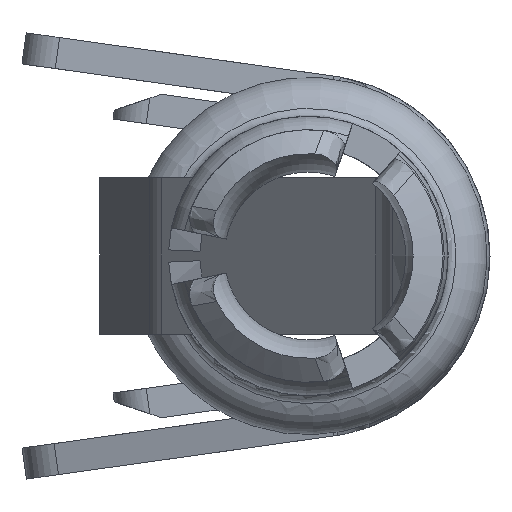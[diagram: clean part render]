
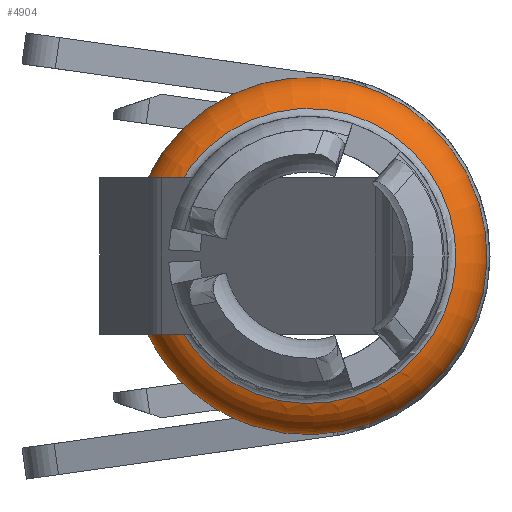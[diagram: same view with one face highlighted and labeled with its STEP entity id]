
A CAD part, front view. The second image highlights one B-rep face of the part: STEP entity #4904.
In plain terms, the highlighted toroidal (fillet/blend) face has major radius 1.2 mm and minor radius 0.4 mm.
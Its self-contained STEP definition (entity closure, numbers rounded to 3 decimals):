
#1=CARTESIAN_POINT('',(36.667,7.227,7.406));
#2=CARTESIAN_POINT('',(36.668,7.196,7.397));
#3=CARTESIAN_POINT('',(36.678,7.132,7.385));
#4=CARTESIAN_POINT('',(36.715,7.035,7.386));
#5=CARTESIAN_POINT('',(36.755,6.977,7.398));
#6=CARTESIAN_POINT('',(36.778,6.951,7.406));
#194=CARTESIAN_POINT('',(36.778,6.951,7.894));
#195=CARTESIAN_POINT('',(36.755,6.977,7.902));
#196=CARTESIAN_POINT('',(36.715,7.035,7.914));
#197=CARTESIAN_POINT('',(36.678,7.132,7.915));
#198=CARTESIAN_POINT('',(36.668,7.196,7.903));
#199=CARTESIAN_POINT('',(36.667,7.227,7.894));
#205=CARTESIAN_POINT('',(36.667,7.227,7.894));
#206=CARTESIAN_POINT('',(36.666,7.246,7.889));
#207=CARTESIAN_POINT('',(36.667,7.284,7.878));
#208=CARTESIAN_POINT('',(36.677,7.34,7.862));
#209=CARTESIAN_POINT('',(36.695,7.393,7.847));
#210=CARTESIAN_POINT('',(36.721,7.443,7.832));
#211=CARTESIAN_POINT('',(36.754,7.489,7.819));
#212=CARTESIAN_POINT('',(36.792,7.529,7.808));
#213=CARTESIAN_POINT('',(36.836,7.562,7.798));
#214=CARTESIAN_POINT('',(36.883,7.589,7.79));
#215=CARTESIAN_POINT('',(36.918,7.603,7.787));
#216=CARTESIAN_POINT('',(36.935,7.609,7.785));
#222=CARTESIAN_POINT('',(36.935,7.609,7.785));
#889=CARTESIAN_POINT('',(36.935,7.609,7.515));
#890=CARTESIAN_POINT('',(36.918,7.603,7.513));
#891=CARTESIAN_POINT('',(36.883,7.589,7.51));
#892=CARTESIAN_POINT('',(36.836,7.562,7.502));
#893=CARTESIAN_POINT('',(36.792,7.529,7.492));
#894=CARTESIAN_POINT('',(36.754,7.489,7.481));
#895=CARTESIAN_POINT('',(36.721,7.443,7.468));
#896=CARTESIAN_POINT('',(36.695,7.393,7.453));
#897=CARTESIAN_POINT('',(36.677,7.34,7.438));
#898=CARTESIAN_POINT('',(36.667,7.284,7.422));
#899=CARTESIAN_POINT('',(36.666,7.246,7.411));
#900=CARTESIAN_POINT('',(36.667,7.227,7.406));
#906=CARTESIAN_POINT('',(36.946,6.845,7.436));
#907=CARTESIAN_POINT('',(36.924,6.852,7.434));
#908=CARTESIAN_POINT('',(36.882,6.87,7.429));
#909=CARTESIAN_POINT('',(36.826,6.906,7.419));
#910=CARTESIAN_POINT('',(36.793,6.935,7.41));
#911=CARTESIAN_POINT('',(36.778,6.951,7.406));
#913=CARTESIAN_POINT('',(36.778,6.951,7.894));
#914=CARTESIAN_POINT('',(36.793,6.935,7.89));
#915=CARTESIAN_POINT('',(36.826,6.905,7.881));
#916=CARTESIAN_POINT('',(36.883,6.869,7.871));
#917=CARTESIAN_POINT('',(36.924,6.852,7.866));
#918=CARTESIAN_POINT('',(36.946,6.845,7.864));
#920=CARTESIAN_POINT('',(38.248,7.609,7.65));
#921=DIRECTION('',(0.,-1.,0.));
#922=DIRECTION('',(0.999,0.,-0.044));
#923=AXIS2_PLACEMENT_3D('',#920,#921,#922);
#925=CARTESIAN_POINT('',(38.248,7.609,7.65));
#926=DIRECTION('',(0.,-1.,0.));
#927=DIRECTION('',(-0.995,0.,-0.102));
#928=AXIS2_PLACEMENT_3D('',#925,#926,#927);
#930=CARTESIAN_POINT('',(38.248,6.845,7.65));
#931=DIRECTION('',(0.,-1.,0.));
#932=DIRECTION('',(-0.987,0.,-0.162));
#933=AXIS2_PLACEMENT_3D('',#930,#931,#932);
#951=CARTESIAN_POINT('',(38.248,6.845,7.65));
#952=DIRECTION('',(0.,-1.,0.));
#953=DIRECTION('',(0.999,0.,-0.044));
#954=AXIS2_PLACEMENT_3D('',#951,#952,#953);
#2470=CARTESIAN_POINT('',(36.778,6.951,7.406));
#2472=VERTEX_POINT('',#2470);
#2474=CARTESIAN_POINT('',(36.667,7.227,7.406));
#2475=VERTEX_POINT('',#2474);
#2477=CARTESIAN_POINT('',(36.935,7.609,7.515));
#2478=VERTEX_POINT('',#2477);
#2675=VERTEX_POINT('',#222);
#2676=CARTESIAN_POINT('',(39.567,7.609,7.592));
#2677=VERTEX_POINT('',#2676);
#2679=CARTESIAN_POINT('',(36.667,7.227,7.894));
#2680=VERTEX_POINT('',#2679);
#2682=CARTESIAN_POINT('',(36.778,6.951,7.894));
#2683=VERTEX_POINT('',#2682);
#2685=CARTESIAN_POINT('',(36.946,6.845,7.864));
#2686=VERTEX_POINT('',#2685);
#2945=CARTESIAN_POINT('',(36.946,6.845,7.436));
#2946=VERTEX_POINT('',#2945);
#2947=CARTESIAN_POINT('',(39.567,6.845,7.592));
#2948=VERTEX_POINT('',#2947);
#4883=CARTESIAN_POINT('',(38.248,7.227,7.65));
#4884=DIRECTION('',(0.,1.,0.));
#4885=DIRECTION('',(0.999,0.,-0.044));
#4886=AXIS2_PLACEMENT_3D('',#4883,#4884,#4885);
#4887=TOROIDAL_SURFACE('',#4886,1.2,0.4);
#4888=ORIENTED_EDGE('',*,*,#3040,.T.);
#4889=ORIENTED_EDGE('',*,*,#3080,.F.);
#4891=ORIENTED_EDGE('',*,*,#4890,.T.);
#4893=ORIENTED_EDGE('',*,*,#4892,.T.);
#4894=ORIENTED_EDGE('',*,*,#3464,.F.);
#4895=ORIENTED_EDGE('',*,*,#3507,.T.);
#4896=ORIENTED_EDGE('',*,*,#3570,.T.);
#4898=ORIENTED_EDGE('',*,*,#4897,.F.);
#4900=ORIENTED_EDGE('',*,*,#4899,.F.);
#4901=ORIENTED_EDGE('',*,*,#4875,.T.);
#4902=EDGE_LOOP('',(#4888,#4889,#4891,#4893,#4894,#4895,#4896,#4898,#4900,
#4901));
#4903=FACE_OUTER_BOUND('',#4902,.F.);
#4904=ADVANCED_FACE('',(#4903),#4887,.T.);
#7=B_SPLINE_CURVE_WITH_KNOTS('',3,(#1,#2,#3,#4,#5,#6),.UNSPECIFIED.,.F.,.F.,(4,
1,1,4),(0.,0.333,0.667,1.),.UNSPECIFIED.);
#200=B_SPLINE_CURVE_WITH_KNOTS('',3,(#194,#195,#196,#197,#198,#199),
.UNSPECIFIED.,.F.,.F.,(4,1,1,4),(0.,0.333,0.667,1.),
.UNSPECIFIED.);
#217=B_SPLINE_CURVE_WITH_KNOTS('',3,(#205,#206,#207,#208,#209,#210,#211,#212,
#213,#214,#215,#216),.UNSPECIFIED.,.F.,.F.,(4,1,1,1,1,1,1,1,1,4),(0.,
0.111,0.222,0.333,0.444,
0.556,0.667,0.778,0.889,1.),
.UNSPECIFIED.);
#901=B_SPLINE_CURVE_WITH_KNOTS('',3,(#889,#890,#891,#892,#893,#894,#895,#896,
#897,#898,#899,#900),.UNSPECIFIED.,.F.,.F.,(4,1,1,1,1,1,1,1,1,4),(0.,
0.111,0.222,0.333,0.444,
0.556,0.667,0.778,0.889,1.),
.UNSPECIFIED.);
#912=B_SPLINE_CURVE_WITH_KNOTS('',3,(#906,#907,#908,#909,#910,#911),
.UNSPECIFIED.,.F.,.F.,(4,1,1,4),(0.,0.333,0.667,1.),
.UNSPECIFIED.);
#919=B_SPLINE_CURVE_WITH_KNOTS('',3,(#913,#914,#915,#916,#917,#918),
.UNSPECIFIED.,.F.,.F.,(4,1,1,4),(0.,0.333,0.667,1.),
.UNSPECIFIED.);
#924=CIRCLE('',#923,1.32);
#929=CIRCLE('',#928,1.32);
#934=CIRCLE('',#933,1.32);
#955=CIRCLE('',#954,1.32);
#3040=EDGE_CURVE('',#2475,#2472,#7,.T.);
#3080=EDGE_CURVE('',#2946,#2472,#912,.T.);
#3464=EDGE_CURVE('',#2683,#2686,#919,.T.);
#3507=EDGE_CURVE('',#2683,#2680,#200,.T.);
#3570=EDGE_CURVE('',#2680,#2675,#217,.T.);
#4875=EDGE_CURVE('',#2478,#2475,#901,.T.);
#4890=EDGE_CURVE('',#2946,#2948,#934,.T.);
#4892=EDGE_CURVE('',#2948,#2686,#955,.T.);
#4897=EDGE_CURVE('',#2677,#2675,#924,.T.);
#4899=EDGE_CURVE('',#2478,#2677,#929,.T.);
